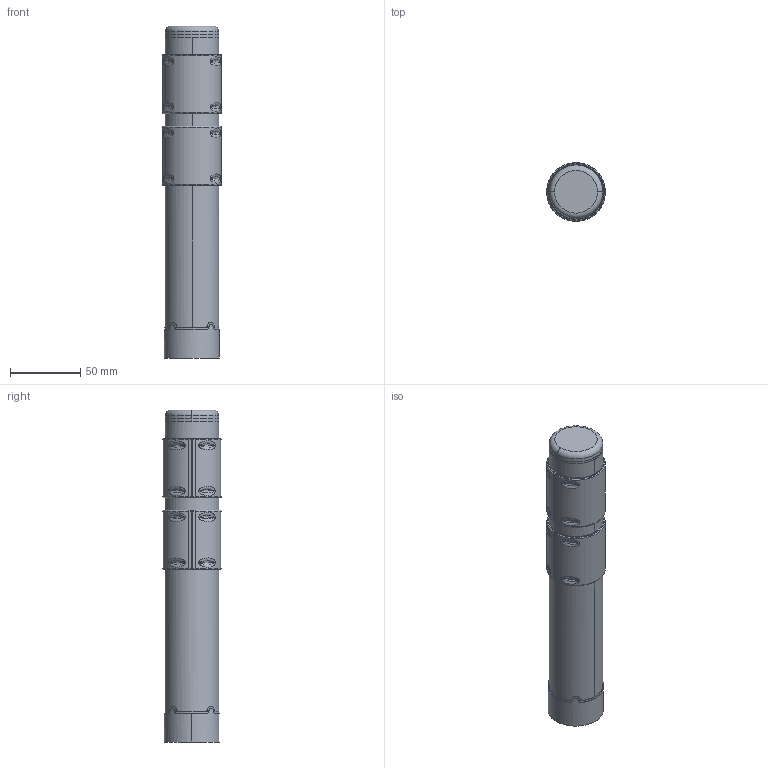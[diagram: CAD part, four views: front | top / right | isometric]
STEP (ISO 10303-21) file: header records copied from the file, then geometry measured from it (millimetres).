
FILE_DESCRIPTION( ( 'Argon' ), 'Build 908' );
FILE_NAME( '151-2N.stp', ' ', ( 'Lee Clore' ), ( 'Onyx Industries' ), 'ACIS Interop', 'Ashlar, Incorporated', 'Argon BY ASHLAR, INCORPORATED' );
FILE_SCHEMA( ( 'automotive_design' ) );
Length unit declared in the file: inch
Products named in the file (13): 3; 2; 39; 35; 48; 40; 38; 41; 37; 36; 1
Bounding box: 41.75 x 41.5 x 235.57 mm (x, y, z)
Volume: 94954.6 mm3; surface area: 79887.2 mm2
Topology: 13 solids, 13 shells, 896 faces, 2267 edges, 1425 vertices
Faces by surface type: cylinder 339, plane 300, cone 101, bspline 88, torus 58, revolution 10
Entity records: 72303 total; most frequent: CARTESIAN_POINT 25700, STYLED_ITEM 4601, PRESENTATION_STYLE_ASSIGNMENT 4601, COLOUR_RGB 4601, ORIENTED_EDGE 4534, DIRECTION 4016, EDGE_CURVE 2267, CURVE_STYLE 2267
